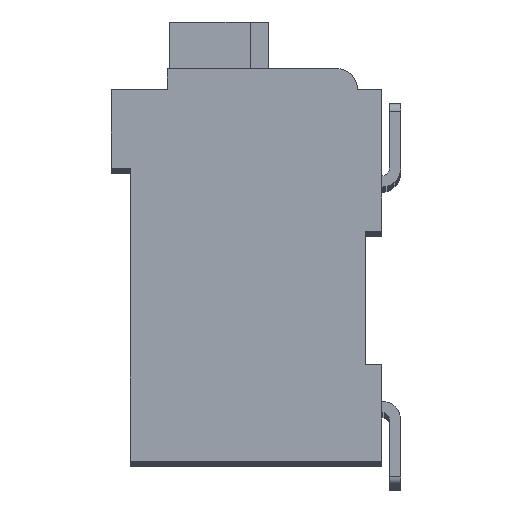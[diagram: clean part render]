
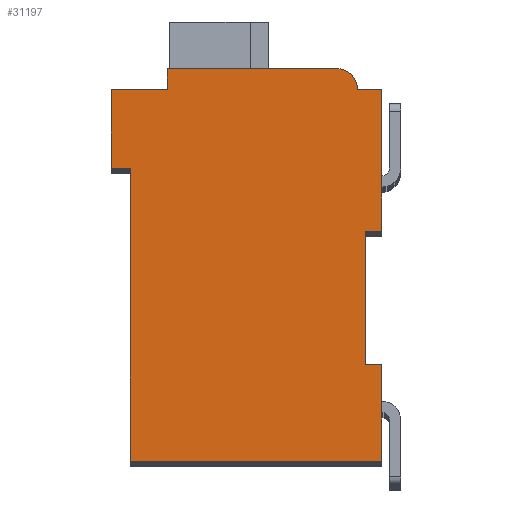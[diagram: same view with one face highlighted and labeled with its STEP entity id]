
A CAD part, top view. The second image highlights one B-rep face of the part: STEP entity #31197.
In plain terms, the highlighted planar face has unit normal (0, 0, 1).
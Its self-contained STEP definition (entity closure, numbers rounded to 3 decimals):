
#9698=DIRECTION('',(1.,0.,0.));
#9699=VECTOR('',#9698,0.5);
#9700=CARTESIAN_POINT('',(7.3,7.15,2.1));
#9701=LINE('',#9700,#9699);
#9702=DIRECTION('',(0.,1.,0.));
#9703=VECTOR('',#9702,4.15);
#9704=CARTESIAN_POINT('',(7.3,3.,2.1));
#9705=LINE('',#9704,#9703);
#9706=DIRECTION('',(-1.,0.,0.));
#9707=VECTOR('',#9706,0.5);
#9708=CARTESIAN_POINT('',(7.8,3.,2.1));
#9709=LINE('',#9708,#9707);
#9710=DIRECTION('',(0.,1.,0.));
#9711=VECTOR('',#9710,3.);
#9712=CARTESIAN_POINT('',(7.8,0.,2.1));
#9713=LINE('',#9712,#9711);
#9714=DIRECTION('',(1.,0.,0.));
#9715=VECTOR('',#9714,7.8);
#9716=CARTESIAN_POINT('',(0.,0.,2.1));
#9717=LINE('',#9716,#9715);
#9718=DIRECTION('',(0.,-1.,0.));
#9719=VECTOR('',#9718,9.1);
#9720=CARTESIAN_POINT('',(0.,9.1,2.1));
#9721=LINE('',#9720,#9719);
#9722=DIRECTION('',(1.,0.,0.));
#9723=VECTOR('',#9722,0.6);
#9724=CARTESIAN_POINT('',(-0.6,9.1,2.1));
#9725=LINE('',#9724,#9723);
#9726=DIRECTION('',(0.,-1.,0.));
#9727=VECTOR('',#9726,2.45);
#9728=CARTESIAN_POINT('',(-0.6,11.55,2.1));
#9729=LINE('',#9728,#9727);
#9730=DIRECTION('',(-1.,0.,0.));
#9731=VECTOR('',#9730,1.75);
#9732=CARTESIAN_POINT('',(1.15,11.55,2.1));
#9733=LINE('',#9732,#9731);
#9734=DIRECTION('',(0.,-1.,0.));
#9735=VECTOR('',#9734,0.65);
#9736=CARTESIAN_POINT('',(1.15,12.2,2.1));
#9737=LINE('',#9736,#9735);
#9738=DIRECTION('',(-1.,0.,0.));
#9739=VECTOR('',#9738,5.25);
#9740=CARTESIAN_POINT('',(6.4,12.2,2.1));
#9741=LINE('',#9740,#9739);
#9742=CARTESIAN_POINT('',(6.4,11.55,2.1));
#9743=DIRECTION('',(0.,0.,1.));
#9744=DIRECTION('',(1.,0.,0.));
#9745=AXIS2_PLACEMENT_3D('',#9742,#9743,#9744);
#9747=DIRECTION('',(-1.,0.,0.));
#9748=VECTOR('',#9747,0.75);
#9749=CARTESIAN_POINT('',(7.8,11.55,2.1));
#9750=LINE('',#9749,#9748);
#9751=DIRECTION('',(0.,1.,0.));
#9752=VECTOR('',#9751,4.4);
#9753=CARTESIAN_POINT('',(7.8,7.15,2.1));
#9754=LINE('',#9753,#9752);
#15607=CARTESIAN_POINT('',(7.3,7.15,2.1));
#15608=CARTESIAN_POINT('',(7.8,7.15,2.1));
#15609=VERTEX_POINT('',#15607);
#15610=VERTEX_POINT('',#15608);
#15611=CARTESIAN_POINT('',(7.8,11.55,2.1));
#15612=VERTEX_POINT('',#15611);
#15613=CARTESIAN_POINT('',(7.05,11.55,2.1));
#15614=VERTEX_POINT('',#15613);
#15615=CARTESIAN_POINT('',(6.4,12.2,2.1));
#15616=VERTEX_POINT('',#15615);
#15617=CARTESIAN_POINT('',(1.15,12.2,2.1));
#15618=VERTEX_POINT('',#15617);
#15619=CARTESIAN_POINT('',(1.15,11.55,2.1));
#15620=VERTEX_POINT('',#15619);
#15621=CARTESIAN_POINT('',(-0.6,11.55,2.1));
#15622=VERTEX_POINT('',#15621);
#15623=CARTESIAN_POINT('',(-0.6,9.1,2.1));
#15624=VERTEX_POINT('',#15623);
#15625=CARTESIAN_POINT('',(0.,9.1,2.1));
#15626=VERTEX_POINT('',#15625);
#15627=CARTESIAN_POINT('',(0.,0.,2.1));
#15628=VERTEX_POINT('',#15627);
#15629=CARTESIAN_POINT('',(7.8,0.,2.1));
#15630=VERTEX_POINT('',#15629);
#15631=CARTESIAN_POINT('',(7.8,3.,2.1));
#15632=VERTEX_POINT('',#15631);
#15633=CARTESIAN_POINT('',(7.3,3.,2.1));
#15634=VERTEX_POINT('',#15633);
#31176=CARTESIAN_POINT('',(0.,0.,2.1));
#31177=DIRECTION('',(0.,0.,1.));
#31178=DIRECTION('',(1.,0.,0.));
#31179=AXIS2_PLACEMENT_3D('',#31176,#31177,#31178);
#31180=PLANE('',#31179);
#31181=ORIENTED_EDGE('',*,*,#20528,.F.);
#31182=ORIENTED_EDGE('',*,*,#21238,.F.);
#31183=ORIENTED_EDGE('',*,*,#26494,.F.);
#31184=ORIENTED_EDGE('',*,*,#26879,.F.);
#31185=ORIENTED_EDGE('',*,*,#27328,.F.);
#31186=ORIENTED_EDGE('',*,*,#27990,.F.);
#31187=ORIENTED_EDGE('',*,*,#28196,.F.);
#31188=ORIENTED_EDGE('',*,*,#28617,.F.);
#31189=ORIENTED_EDGE('',*,*,#29085,.F.);
#31190=ORIENTED_EDGE('',*,*,#29766,.F.);
#31191=ORIENTED_EDGE('',*,*,#30300,.F.);
#31192=ORIENTED_EDGE('',*,*,#29136,.F.);
#31193=ORIENTED_EDGE('',*,*,#29577,.F.);
#31194=ORIENTED_EDGE('',*,*,#21133,.F.);
#31195=EDGE_LOOP('',(#31181,#31182,#31183,#31184,#31185,#31186,#31187,#31188,
#31189,#31190,#31191,#31192,#31193,#31194));
#31196=FACE_OUTER_BOUND('',#31195,.F.);
#9746=CIRCLE('',#9745,0.65);
#20528=EDGE_CURVE('',#15609,#15610,#9701,.T.);
#21133=EDGE_CURVE('',#15610,#15612,#9754,.T.);
#21238=EDGE_CURVE('',#15634,#15609,#9705,.T.);
#26494=EDGE_CURVE('',#15632,#15634,#9709,.T.);
#26879=EDGE_CURVE('',#15630,#15632,#9713,.T.);
#27328=EDGE_CURVE('',#15628,#15630,#9717,.T.);
#27990=EDGE_CURVE('',#15626,#15628,#9721,.T.);
#28196=EDGE_CURVE('',#15624,#15626,#9725,.T.);
#28617=EDGE_CURVE('',#15622,#15624,#9729,.T.);
#29085=EDGE_CURVE('',#15620,#15622,#9733,.T.);
#29136=EDGE_CURVE('',#15614,#15616,#9746,.T.);
#29577=EDGE_CURVE('',#15612,#15614,#9750,.T.);
#29766=EDGE_CURVE('',#15618,#15620,#9737,.T.);
#30300=EDGE_CURVE('',#15616,#15618,#9741,.T.);
#31197=ADVANCED_FACE('',(#31196),#31180,.T.);
